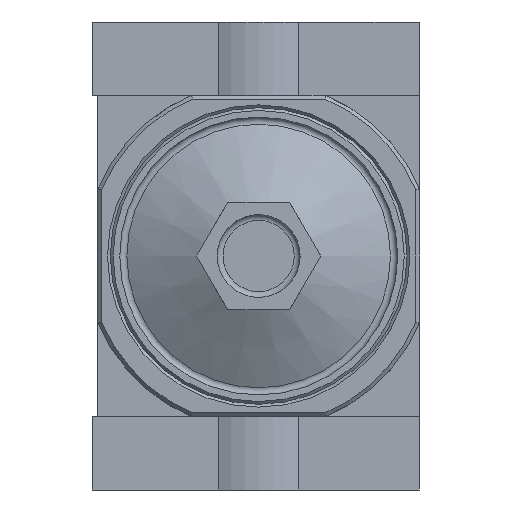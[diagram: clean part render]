
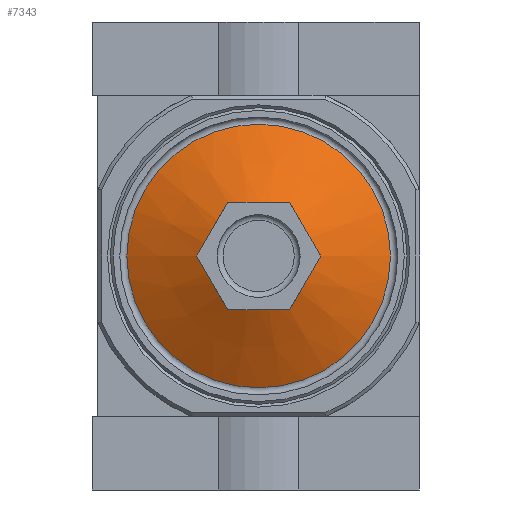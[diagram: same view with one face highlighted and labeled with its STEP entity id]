
A CAD part, front view. The second image highlights one B-rep face of the part: STEP entity #7343.
In plain terms, the highlighted conical face has half-angle 62 degrees and reference radius 27.03 mm.
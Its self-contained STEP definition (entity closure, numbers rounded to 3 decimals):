
#111=CONICAL_SURFACE('',#7829,27.031,1.082);
#178=B_SPLINE_CURVE_WITH_KNOTS('',3,(#10677,#10678,#10679,#10680,#10681,
#10682),.UNSPECIFIED.,.F.,.F.,(4,1,1,4),(0.,0.006,
0.01,0.013),.UNSPECIFIED.);
#179=B_SPLINE_CURVE_WITH_KNOTS('',3,(#10685,#10686,#10687,#10688,#10689,
#10690),.UNSPECIFIED.,.F.,.F.,(4,1,1,4),(0.016,0.023,
0.026,0.029),.UNSPECIFIED.);
#180=B_SPLINE_CURVE_WITH_KNOTS('',3,(#10692,#10693,#10694,#10695,#10696,
#10697),.UNSPECIFIED.,.F.,.F.,(4,1,1,4),(0.,0.006,
0.01,0.013),.UNSPECIFIED.);
#181=B_SPLINE_CURVE_WITH_KNOTS('',3,(#10699,#10700,#10701,#10702,#10703,
#10704),.UNSPECIFIED.,.F.,.F.,(4,1,1,4),(0.,0.006,
0.01,0.013),.UNSPECIFIED.);
#182=B_SPLINE_CURVE_WITH_KNOTS('',3,(#10706,#10707,#10708,#10709,#10710,
#10711),.UNSPECIFIED.,.F.,.F.,(4,1,1,4),(0.016,0.023,
0.026,0.029),.UNSPECIFIED.);
#183=B_SPLINE_CURVE_WITH_KNOTS('',3,(#10713,#10714,#10715,#10716,#10717,
#10718),.UNSPECIFIED.,.F.,.F.,(4,1,1,4),(0.,0.006,
0.01,0.013),.UNSPECIFIED.);
#525=CIRCLE('',#7830,27.031);
#958=ORIENTED_EDGE('',*,*,#2586,.F.);
#959=ORIENTED_EDGE('',*,*,#2587,.F.);
#960=ORIENTED_EDGE('',*,*,#2588,.F.);
#961=ORIENTED_EDGE('',*,*,#2589,.F.);
#962=ORIENTED_EDGE('',*,*,#2590,.F.);
#963=ORIENTED_EDGE('',*,*,#2591,.F.);
#964=ORIENTED_EDGE('',*,*,#2592,.T.);
#2586=EDGE_CURVE('',#3383,#3384,#178,.T.);
#2587=EDGE_CURVE('',#3385,#3383,#179,.T.);
#2588=EDGE_CURVE('',#3386,#3385,#180,.T.);
#2589=EDGE_CURVE('',#3387,#3386,#181,.T.);
#2590=EDGE_CURVE('',#3388,#3387,#182,.T.);
#2591=EDGE_CURVE('',#3384,#3388,#183,.T.);
#2592=EDGE_CURVE('',#3389,#3389,#525,.T.);
#3383=VERTEX_POINT('',#10683);
#3384=VERTEX_POINT('',#10684);
#3385=VERTEX_POINT('',#10691);
#3386=VERTEX_POINT('',#10698);
#3387=VERTEX_POINT('',#10705);
#3388=VERTEX_POINT('',#10712);
#3389=VERTEX_POINT('',#10720);
#4729=EDGE_LOOP('',(#958,#959,#960,#961,#962,#963));
#4730=EDGE_LOOP('',(#964));
#5251=FACE_BOUND('',#4729,.T.);
#5252=FACE_BOUND('',#4730,.T.);
#7343=ADVANCED_FACE('',(#5251,#5252),#111,.T.);
#7829=AXIS2_PLACEMENT_3D('',#10676,#8752,#8753);
#7830=AXIS2_PLACEMENT_3D('',#10719,#8754,#8755);
#8752=DIRECTION('',(0.,1.,0.));
#8753=DIRECTION('',(0.,0.,1.));
#8754=DIRECTION('',(0.,-1.,0.));
#8755=DIRECTION('',(0.,0.,-1.));
#10676=CARTESIAN_POINT('',(0.,-28.876,0.));
#10677=CARTESIAN_POINT('',(11.,-36.495,6.351));
#10678=CARTESIAN_POINT('',(9.198,-37.048,7.391));
#10679=CARTESIAN_POINT('',(6.446,-37.574,8.98));
#10680=CARTESIAN_POINT('',(2.713,-37.228,11.135));
#10681=CARTESIAN_POINT('',(0.902,-36.772,12.181));
#10682=CARTESIAN_POINT('',(0.,-36.495,12.702));
#10683=CARTESIAN_POINT('',(11.,-36.495,6.351));
#10684=CARTESIAN_POINT('',(0.,-36.495,12.702));
#10685=CARTESIAN_POINT('',(11.,-36.495,-6.351));
#10686=CARTESIAN_POINT('',(11.,-37.046,-4.278));
#10687=CARTESIAN_POINT('',(11.,-37.574,-1.115));
#10688=CARTESIAN_POINT('',(11.,-37.227,3.23));
#10689=CARTESIAN_POINT('',(11.,-36.771,5.315));
#10690=CARTESIAN_POINT('',(11.,-36.495,6.351));
#10691=CARTESIAN_POINT('',(11.,-36.495,-6.351));
#10692=CARTESIAN_POINT('',(0.,-36.495,-12.702));
#10693=CARTESIAN_POINT('',(1.802,-37.048,-11.662));
#10694=CARTESIAN_POINT('',(4.554,-37.574,-10.073));
#10695=CARTESIAN_POINT('',(8.287,-37.228,-7.917));
#10696=CARTESIAN_POINT('',(10.098,-36.772,-6.871));
#10697=CARTESIAN_POINT('',(11.,-36.495,-6.351));
#10698=CARTESIAN_POINT('',(0.,-36.495,-12.702));
#10699=CARTESIAN_POINT('',(-11.,-36.495,-6.351));
#10700=CARTESIAN_POINT('',(-9.198,-37.048,-7.391));
#10701=CARTESIAN_POINT('',(-6.446,-37.574,-8.98));
#10702=CARTESIAN_POINT('',(-2.713,-37.228,-11.135));
#10703=CARTESIAN_POINT('',(-0.902,-36.772,-12.181));
#10704=CARTESIAN_POINT('',(0.,-36.495,-12.702));
#10705=CARTESIAN_POINT('',(-11.,-36.495,-6.351));
#10706=CARTESIAN_POINT('',(-11.,-36.495,6.351));
#10707=CARTESIAN_POINT('',(-11.,-37.046,4.278));
#10708=CARTESIAN_POINT('',(-11.,-37.574,1.115));
#10709=CARTESIAN_POINT('',(-11.,-37.227,-3.23));
#10710=CARTESIAN_POINT('',(-11.,-36.771,-5.315));
#10711=CARTESIAN_POINT('',(-11.,-36.495,-6.351));
#10712=CARTESIAN_POINT('',(-11.,-36.495,6.351));
#10713=CARTESIAN_POINT('',(0.,-36.495,12.702));
#10714=CARTESIAN_POINT('',(-1.802,-37.048,11.662));
#10715=CARTESIAN_POINT('',(-4.554,-37.574,10.073));
#10716=CARTESIAN_POINT('',(-8.287,-37.228,7.917));
#10717=CARTESIAN_POINT('',(-10.098,-36.772,6.871));
#10718=CARTESIAN_POINT('',(-11.,-36.495,6.351));
#10719=CARTESIAN_POINT('',(0.,-28.876,0.));
#10720=CARTESIAN_POINT('',(0.,-28.876,-27.031));
